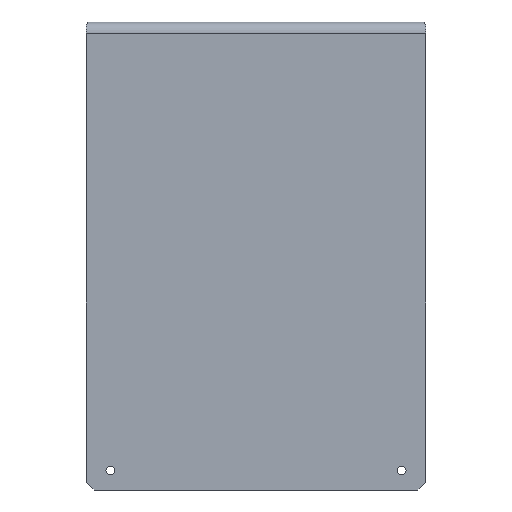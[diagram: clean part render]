
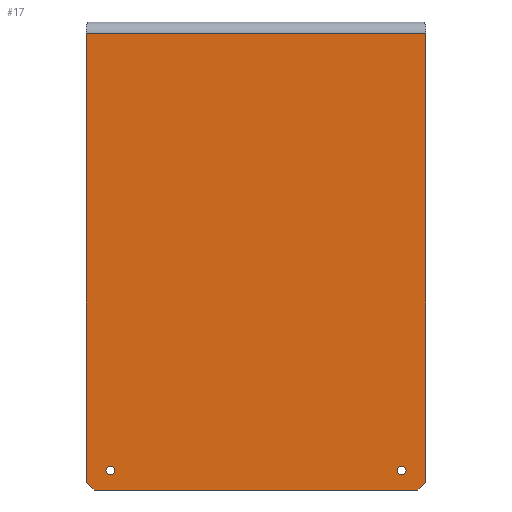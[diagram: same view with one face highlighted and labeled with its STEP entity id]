
A CAD part, front view. The second image highlights one B-rep face of the part: STEP entity #17.
In plain terms, the highlighted planar face has unit normal (0, -1, 0).
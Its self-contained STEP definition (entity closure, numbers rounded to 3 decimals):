
#17 = ADVANCED_FACE('',(#18,#72,#83),#94,.F.);
#18 = FACE_BOUND('',#19,.F.);
#19 = EDGE_LOOP('',(#20,#30,#38,#46,#56,#64));
#20 = ORIENTED_EDGE('',*,*,#21,.F.);
#21 = EDGE_CURVE('',#22,#24,#26,.T.);
#22 = VERTEX_POINT('',#23);
#23 = CARTESIAN_POINT('',(-87.399,-213.,235.));
#24 = VERTEX_POINT('',#25);
#25 = CARTESIAN_POINT('',(-87.399,-213.,4.));
#26 = LINE('',#27,#28);
#27 = CARTESIAN_POINT('',(-87.399,-213.,239.));
#28 = VECTOR('',#29,1.);
#29 = DIRECTION('',(0.,0.,-1.));
#30 = ORIENTED_EDGE('',*,*,#31,.T.);
#31 = EDGE_CURVE('',#22,#32,#34,.T.);
#32 = VERTEX_POINT('',#33);
#33 = CARTESIAN_POINT('',(87.399,-213.,235.));
#34 = LINE('',#35,#36);
#35 = CARTESIAN_POINT('',(-87.399,-213.,235.));
#36 = VECTOR('',#37,1.);
#37 = DIRECTION('',(1.,0.,0.));
#38 = ORIENTED_EDGE('',*,*,#39,.T.);
#39 = EDGE_CURVE('',#32,#40,#42,.T.);
#40 = VERTEX_POINT('',#41);
#41 = CARTESIAN_POINT('',(87.399,-213.,4.));
#42 = LINE('',#43,#44);
#43 = CARTESIAN_POINT('',(87.399,-213.,239.));
#44 = VECTOR('',#45,1.);
#45 = DIRECTION('',(0.,0.,-1.));
#46 = ORIENTED_EDGE('',*,*,#47,.T.);
#47 = EDGE_CURVE('',#40,#48,#50,.T.);
#48 = VERTEX_POINT('',#49);
#49 = CARTESIAN_POINT('',(83.399,-213.,0.));
#50 = B_SPLINE_CURVE_WITH_KNOTS('',4,(#51,#52,#53,#54,#55),
  .UNSPECIFIED.,.F.,.F.,(5,5),(0.,1.),.PIECEWISE_BEZIER_KNOTS.);
#51 = CARTESIAN_POINT('',(87.399,-213.,4.));
#52 = CARTESIAN_POINT('',(86.399,-213.,3.));
#53 = CARTESIAN_POINT('',(85.399,-213.,2.));
#54 = CARTESIAN_POINT('',(84.399,-213.,1.));
#55 = CARTESIAN_POINT('',(83.399,-213.,0.));
#56 = ORIENTED_EDGE('',*,*,#57,.F.);
#57 = EDGE_CURVE('',#58,#48,#60,.T.);
#58 = VERTEX_POINT('',#59);
#59 = CARTESIAN_POINT('',(-83.399,-213.,0.));
#60 = LINE('',#61,#62);
#61 = CARTESIAN_POINT('',(-87.399,-213.,0.));
#62 = VECTOR('',#63,1.);
#63 = DIRECTION('',(1.,0.,0.));
#64 = ORIENTED_EDGE('',*,*,#65,.F.);
#65 = EDGE_CURVE('',#24,#58,#66,.T.);
#66 = B_SPLINE_CURVE_WITH_KNOTS('',4,(#67,#68,#69,#70,#71),
  .UNSPECIFIED.,.F.,.F.,(5,5),(0.,1.),.PIECEWISE_BEZIER_KNOTS.);
#67 = CARTESIAN_POINT('',(-87.399,-213.,4.));
#68 = CARTESIAN_POINT('',(-86.399,-213.,3.));
#69 = CARTESIAN_POINT('',(-85.399,-213.,2.));
#70 = CARTESIAN_POINT('',(-84.399,-213.,1.));
#71 = CARTESIAN_POINT('',(-83.399,-213.,0.));
#72 = FACE_BOUND('',#73,.F.);
#73 = EDGE_LOOP('',(#74));
#74 = ORIENTED_EDGE('',*,*,#75,.T.);
#75 = EDGE_CURVE('',#76,#76,#78,.T.);
#76 = VERTEX_POINT('',#77);
#77 = CARTESIAN_POINT('',(77.25,-213.,10.));
#78 = CIRCLE('',#79,2.25);
#79 = AXIS2_PLACEMENT_3D('',#80,#81,#82);
#80 = CARTESIAN_POINT('',(75.,-213.,10.));
#81 = DIRECTION('',(0.,-1.,0.));
#82 = DIRECTION('',(1.,0.,0.));
#83 = FACE_BOUND('',#84,.F.);
#84 = EDGE_LOOP('',(#85));
#85 = ORIENTED_EDGE('',*,*,#86,.T.);
#86 = EDGE_CURVE('',#87,#87,#89,.T.);
#87 = VERTEX_POINT('',#88);
#88 = CARTESIAN_POINT('',(-72.75,-213.,10.));
#89 = CIRCLE('',#90,2.25);
#90 = AXIS2_PLACEMENT_3D('',#91,#92,#93);
#91 = CARTESIAN_POINT('',(-75.,-213.,10.));
#92 = DIRECTION('',(0.,-1.,0.));
#93 = DIRECTION('',(1.,0.,0.));
#94 = PLANE('',#95);
#95 = AXIS2_PLACEMENT_3D('',#96,#97,#98);
#96 = CARTESIAN_POINT('',(-87.399,-213.,235.));
#97 = DIRECTION('',(0.,1.,0.));
#98 = DIRECTION('',(0.,0.,-1.));
